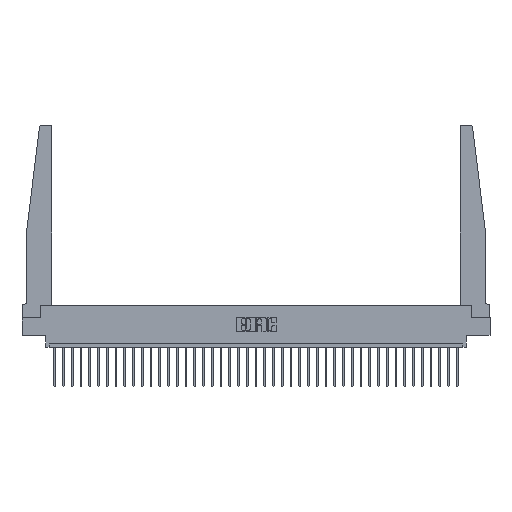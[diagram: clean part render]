
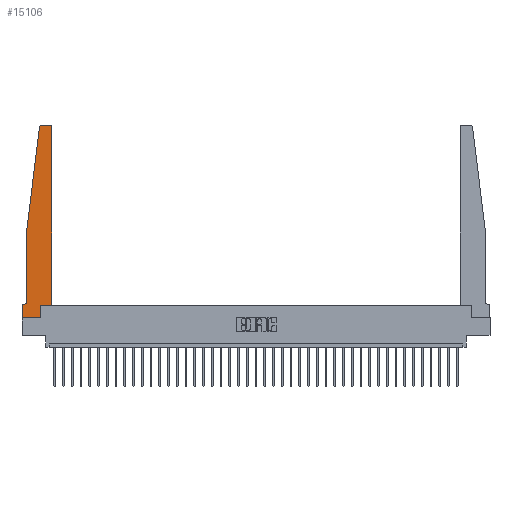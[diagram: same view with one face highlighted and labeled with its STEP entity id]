
A CAD part, top view. The second image highlights one B-rep face of the part: STEP entity #15106.
In plain terms, the highlighted planar face has unit normal (0, 0, 1).
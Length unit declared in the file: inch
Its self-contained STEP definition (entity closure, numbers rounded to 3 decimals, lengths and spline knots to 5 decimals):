
#36 = FACE_OUTER_BOUND ( 'NONE', #27828, .T. ) ;
#763 = CARTESIAN_POINT ( 'NONE',  ( 0.2605, 0.18, 0.37 ) ) ;
#1097 = CARTESIAN_POINT ( 'NONE',  ( 0., 0.1875, 0.37 ) ) ;
#1216 = DIRECTION ( 'NONE',  ( 0., 0., 1. ) ) ;
#1233 = ORIENTED_EDGE ( 'NONE', *, *, #5099, .T. ) ;
#1253 = LINE ( 'NONE', #8446, #21808 ) ;
#1426 = VECTOR ( 'NONE', #23642, 39.37008 ) ;
#1568 = ORIENTED_EDGE ( 'NONE', *, *, #23767, .T. ) ;
#2162 = VERTEX_POINT ( 'NONE', #2536 ) ;
#2536 = CARTESIAN_POINT ( 'NONE',  ( 0.425, 0.18, 0.37 ) ) ;
#2773 = CARTESIAN_POINT ( 'NONE',  ( 0.2605, 0., 0.37 ) ) ;
#2825 = CIRCLE ( 'NONE', #12527, 0.03 ) ;
#3198 = CARTESIAN_POINT ( 'NONE',  ( 0., 0., 0.37 ) ) ;
#3210 = VECTOR ( 'NONE', #28680, 39.37008 ) ;
#3276 = ORIENTED_EDGE ( 'NONE', *, *, #32601, .T. ) ;
#3381 = CARTESIAN_POINT ( 'NONE',  ( 0.27653, 2.72, 0.37 ) ) ;
#3749 = LINE ( 'NONE', #763, #9374 ) ;
#3945 = CARTESIAN_POINT ( 'NONE',  ( 0.395, 2.72, 0.37 ) ) ;
#4181 = LINE ( 'NONE', #14606, #4590 ) ;
#4324 = CIRCLE ( 'NONE', #11228, 0.05 ) ;
#4590 = VECTOR ( 'NONE', #28259, 39.37008 ) ;
#5099 = EDGE_CURVE ( 'NONE', #28398, #24845, #3749, .T. ) ;
#5151 = EDGE_CURVE ( 'NONE', #8327, #9885, #21447, .T. ) ;
#5346 = VERTEX_POINT ( 'NONE', #7255 ) ;
#7255 = CARTESIAN_POINT ( 'NONE',  ( 0.395, 2.75, 0.37 ) ) ;
#7351 = CARTESIAN_POINT ( 'NONE',  ( 0.425, 0.18, 0.37 ) ) ;
#7408 = DIRECTION ( 'NONE',  ( 1., 0., 0. ) ) ;
#7730 = VECTOR ( 'NONE', #27318, 39.37008 ) ;
#8010 = LINE ( 'NONE', #18301, #3210 ) ;
#8327 = VERTEX_POINT ( 'NONE', #12889 ) ;
#8433 = CIRCLE ( 'NONE', #24767, 0.03 ) ;
#8446 = CARTESIAN_POINT ( 'NONE',  ( 0.25, 2.75, 0.37 ) ) ;
#8575 = VERTEX_POINT ( 'NONE', #16618 ) ;
#9010 = CARTESIAN_POINT ( 'NONE',  ( 0., 0., 0.37 ) ) ;
#9168 = CARTESIAN_POINT ( 'NONE',  ( 0.065, 0.2375, 0.37 ) ) ;
#9374 = VECTOR ( 'NONE', #14433, 39.37008 ) ;
#9698 = ORIENTED_EDGE ( 'NONE', *, *, #13763, .T. ) ;
#9885 = VERTEX_POINT ( 'NONE', #20804 ) ;
#9943 = DIRECTION ( 'NONE',  ( 1., 0., 0. ) ) ;
#10418 = LINE ( 'NONE', #7351, #26542 ) ;
#10492 = LINE ( 'NONE', #9010, #12462 ) ;
#11090 = EDGE_CURVE ( 'NONE', #9885, #11568, #14473, .T. ) ;
#11228 = AXIS2_PLACEMENT_3D ( 'NONE', #14241, #29950, #24296 ) ;
#11568 = VERTEX_POINT ( 'NONE', #9168 ) ;
#12462 = VECTOR ( 'NONE', #16781, 39.37008 ) ;
#12527 = AXIS2_PLACEMENT_3D ( 'NONE', #3381, #1216, #26778 ) ;
#12889 = CARTESIAN_POINT ( 'NONE',  ( 0.24675, 2.72367, 0.37 ) ) ;
#13228 = CARTESIAN_POINT ( 'NONE',  ( 0.2605, 0.18, 0.37 ) ) ;
#13453 = LINE ( 'NONE', #23866, #1426 ) ;
#13763 = EDGE_CURVE ( 'NONE', #11568, #25236, #4324, .T. ) ;
#13813 = DIRECTION ( 'NONE',  ( -1., 0., 0. ) ) ;
#14241 = CARTESIAN_POINT ( 'NONE',  ( 0.015, 0.2375, 0.37 ) ) ;
#14433 = DIRECTION ( 'NONE',  ( 0., 1., 0. ) ) ;
#14473 = LINE ( 'NONE', #17453, #20531 ) ;
#14606 = CARTESIAN_POINT ( 'NONE',  ( 0., 0., 0.37 ) ) ;
#14892 = VERTEX_POINT ( 'NONE', #22980 ) ;
#15106 = ADVANCED_FACE ( 'NONE', ( #36 ), #33229, .T. ) ;
#15502 = ORIENTED_EDGE ( 'NONE', *, *, #29128, .T. ) ;
#15996 = ORIENTED_EDGE ( 'NONE', *, *, #25405, .T. ) ;
#16188 = EDGE_CURVE ( 'NONE', #8575, #8327, #2825, .T. ) ;
#16267 = ORIENTED_EDGE ( 'NONE', *, *, #30247, .T. ) ;
#16618 = CARTESIAN_POINT ( 'NONE',  ( 0.27653, 2.75, 0.37 ) ) ;
#16781 = DIRECTION ( 'NONE',  ( 0., -1., 0. ) ) ;
#17453 = CARTESIAN_POINT ( 'NONE',  ( 0.065, 1.25, 0.37 ) ) ;
#17659 = DIRECTION ( 'NONE',  ( 0., 0., 1. ) ) ;
#18301 = CARTESIAN_POINT ( 'NONE',  ( 0.065, 0.1875, 0.37 ) ) ;
#19108 = DIRECTION ( 'NONE',  ( 1., 0., 0. ) ) ;
#20090 = AXIS2_PLACEMENT_3D ( 'NONE', #22836, #17659, #7408 ) ;
#20393 = ORIENTED_EDGE ( 'NONE', *, *, #5151, .T. ) ;
#20398 = ORIENTED_EDGE ( 'NONE', *, *, #16188, .T. ) ;
#20531 = VECTOR ( 'NONE', #33141, 39.37008 ) ;
#20599 = ORIENTED_EDGE ( 'NONE', *, *, #25744, .T. ) ;
#20804 = CARTESIAN_POINT ( 'NONE',  ( 0.065, 1.25, 0.37 ) ) ;
#21447 = LINE ( 'NONE', #24532, #7730 ) ;
#21808 = VECTOR ( 'NONE', #13813, 39.37008 ) ;
#22145 = DIRECTION ( 'NONE',  ( 0., 0., 1. ) ) ;
#22836 = CARTESIAN_POINT ( 'NONE',  ( 0., 0.1875, 0.37 ) ) ;
#22980 = CARTESIAN_POINT ( 'NONE',  ( 0.425, 2.72, 0.37 ) ) ;
#23642 = DIRECTION ( 'NONE',  ( 0., 1., 0. ) ) ;
#23767 = EDGE_CURVE ( 'NONE', #26408, #28398, #4181, .T. ) ;
#23866 = CARTESIAN_POINT ( 'NONE',  ( 0.425, 0.18, 0.37 ) ) ;
#24296 = DIRECTION ( 'NONE',  ( -1., 0., 0. ) ) ;
#24532 = CARTESIAN_POINT ( 'NONE',  ( 0.065, 1.25, 0.37 ) ) ;
#24614 = ORIENTED_EDGE ( 'NONE', *, *, #11090, .T. ) ;
#24767 = AXIS2_PLACEMENT_3D ( 'NONE', #3945, #22145, #19108 ) ;
#24845 = VERTEX_POINT ( 'NONE', #13228 ) ;
#25236 = VERTEX_POINT ( 'NONE', #30692 ) ;
#25405 = EDGE_CURVE ( 'NONE', #33377, #26408, #10492, .T. ) ;
#25744 = EDGE_CURVE ( 'NONE', #14892, #5346, #8433, .T. ) ;
#26408 = VERTEX_POINT ( 'NONE', #3198 ) ;
#26542 = VECTOR ( 'NONE', #9943, 39.37008 ) ;
#26778 = DIRECTION ( 'NONE',  ( 1., 0., 0. ) ) ;
#27318 = DIRECTION ( 'NONE',  ( -0.122, -0.992, 0. ) ) ;
#27828 = EDGE_LOOP ( 'NONE', ( #15502, #20398, #20393, #24614, #9698, #16267, #15996, #1568, #1233, #32014, #3276, #20599 ) ) ;
#28259 = DIRECTION ( 'NONE',  ( 1., 0., 0. ) ) ;
#28398 = VERTEX_POINT ( 'NONE', #2773 ) ;
#28680 = DIRECTION ( 'NONE',  ( -1., 0., 0. ) ) ;
#29128 = EDGE_CURVE ( 'NONE', #5346, #8575, #1253, .T. ) ;
#29950 = DIRECTION ( 'NONE',  ( 0., 0., -1. ) ) ;
#30247 = EDGE_CURVE ( 'NONE', #25236, #33377, #8010, .T. ) ;
#30601 = EDGE_CURVE ( 'NONE', #24845, #2162, #10418, .T. ) ;
#30692 = CARTESIAN_POINT ( 'NONE',  ( 0.015, 0.1875, 0.37 ) ) ;
#32014 = ORIENTED_EDGE ( 'NONE', *, *, #30601, .T. ) ;
#32601 = EDGE_CURVE ( 'NONE', #2162, #14892, #13453, .T. ) ;
#33141 = DIRECTION ( 'NONE',  ( 0., -1., 0. ) ) ;
#33229 = PLANE ( 'NONE',  #20090 ) ;
#33377 = VERTEX_POINT ( 'NONE', #1097 ) ;
